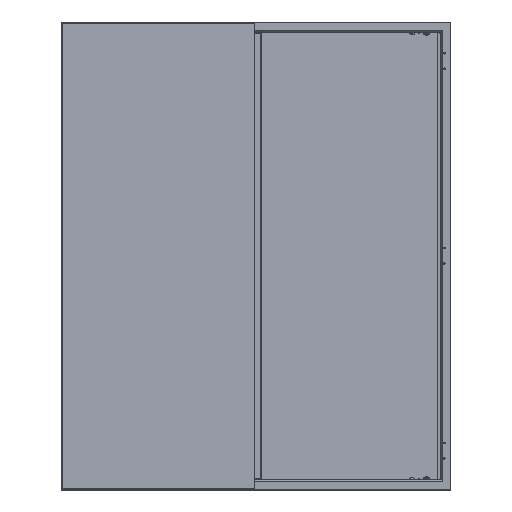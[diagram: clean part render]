
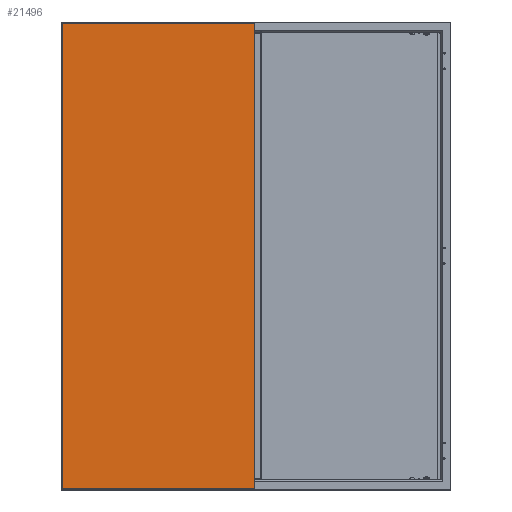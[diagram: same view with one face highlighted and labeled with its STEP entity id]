
A CAD part, top view. The second image highlights one B-rep face of the part: STEP entity #21496.
In plain terms, the highlighted planar face has unit normal (0, 0, 1).
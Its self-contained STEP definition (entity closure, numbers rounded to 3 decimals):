
#422 = CARTESIAN_POINT ( 'NONE',  ( 2.5, 1197., 17.5 ) ) ;
#3045 = ORIENTED_EDGE ( 'NONE', *, *, #52416, .T. ) ;
#3409 = CARTESIAN_POINT ( 'NONE',  ( 2.5, 1197., 17.5 ) ) ;
#3630 = ORIENTED_EDGE ( 'NONE', *, *, #38787, .T. ) ;
#4068 = PLANE ( 'NONE',  #40229 ) ;
#5988 = VERTEX_POINT ( 'NONE', #48055 ) ;
#6478 = CARTESIAN_POINT ( 'NONE',  ( 2.5, 3., 17.5 ) ) ;
#10464 = LINE ( 'NONE', #6478, #23832 ) ;
#12052 = DIRECTION ( 'NONE',  ( 0., 0., 1. ) ) ;
#13774 = EDGE_CURVE ( 'NONE', #32448, #49397, #32126, .T. ) ;
#15825 = VECTOR ( 'NONE', #36329, 1000. ) ;
#20590 = DIRECTION ( 'NONE',  ( 1., 0., 0. ) ) ;
#20943 = CARTESIAN_POINT ( 'NONE',  ( 497., 3., 17.5 ) ) ;
#21496 = ADVANCED_FACE ( 'NONE', ( #48966 ), #4068, .T. ) ;
#22390 = ORIENTED_EDGE ( 'NONE', *, *, #23930, .T. ) ;
#22974 = DIRECTION ( 'NONE',  ( 1., 0., 0. ) ) ;
#23012 = EDGE_LOOP ( 'NONE', ( #45672, #3045, #3630, #22390 ) ) ;
#23276 = VECTOR ( 'NONE', #44053, 1000. ) ;
#23832 = VECTOR ( 'NONE', #22974, 1000. ) ;
#23930 = EDGE_CURVE ( 'NONE', #5988, #32448, #44796, .T. ) ;
#25982 = VERTEX_POINT ( 'NONE', #20943 ) ;
#26439 = LINE ( 'NONE', #43394, #48459 ) ;
#32126 = LINE ( 'NONE', #3409, #23276 ) ;
#32448 = VERTEX_POINT ( 'NONE', #35718 ) ;
#33070 = CARTESIAN_POINT ( 'NONE',  ( 2.5, 3., 17.5 ) ) ;
#33312 = CARTESIAN_POINT ( 'NONE',  ( 0., 0., 17.5 ) ) ;
#35718 = CARTESIAN_POINT ( 'NONE',  ( 2.5, 1197., 17.5 ) ) ;
#36329 = DIRECTION ( 'NONE',  ( -1., 0., 0. ) ) ;
#38384 = DIRECTION ( 'NONE',  ( 0., 1., 0. ) ) ;
#38787 = EDGE_CURVE ( 'NONE', #25982, #5988, #26439, .T. ) ;
#40229 = AXIS2_PLACEMENT_3D ( 'NONE', #33312, #12052, #20590 ) ;
#43394 = CARTESIAN_POINT ( 'NONE',  ( 497., 1197., 17.5 ) ) ;
#44053 = DIRECTION ( 'NONE',  ( 0., -1., 0. ) ) ;
#44796 = LINE ( 'NONE', #422, #15825 ) ;
#45672 = ORIENTED_EDGE ( 'NONE', *, *, #13774, .T. ) ;
#48055 = CARTESIAN_POINT ( 'NONE',  ( 497., 1197., 17.5 ) ) ;
#48459 = VECTOR ( 'NONE', #38384, 1000. ) ;
#48966 = FACE_OUTER_BOUND ( 'NONE', #23012, .T. ) ;
#49397 = VERTEX_POINT ( 'NONE', #33070 ) ;
#52416 = EDGE_CURVE ( 'NONE', #49397, #25982, #10464, .T. ) ;
